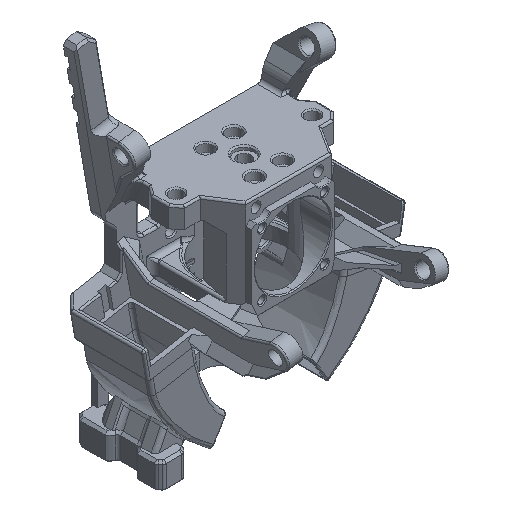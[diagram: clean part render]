
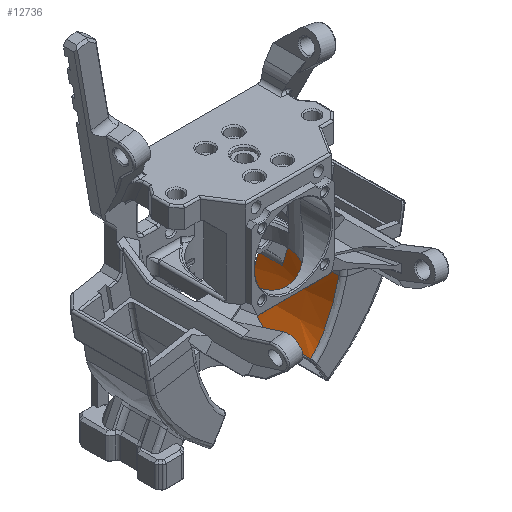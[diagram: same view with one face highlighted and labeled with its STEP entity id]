
A CAD part, isometric view. The second image highlights one B-rep face of the part: STEP entity #12736.
In plain terms, the highlighted free-form (B-spline) face has degree [3, 3] with [4, 7] control points.
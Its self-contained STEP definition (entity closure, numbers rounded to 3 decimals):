
#148=B_SPLINE_SURFACE_WITH_KNOTS('',3,3,((#18237,#18238,#18239,#18240,#18241,
#18242,#18243),(#18244,#18245,#18246,#18247,#18248,#18249,#18250),(#18251,
#18252,#18253,#18254,#18255,#18256,#18257),(#18258,#18259,#18260,#18261,
#18262,#18263,#18264)),.UNSPECIFIED.,.F.,.F.,.F.,(4,4),(4,1,1,1,4),(0.063,
1.341),(-0.005,0.106,0.329,
0.552,0.774),.UNSPECIFIED.);
#633=B_SPLINE_CURVE_WITH_KNOTS('',3,(#18031,#18032,#18033,#18034,#18035,
#18036),.UNSPECIFIED.,.F.,.F.,(4,2,4),(-5.24,-5.039,
-4.983),.UNSPECIFIED.);
#639=B_SPLINE_CURVE_WITH_KNOTS('',3,(#18209,#18210,#18211,#18212),
 .UNSPECIFIED.,.F.,.F.,(4,4),(-0.766,0.),.UNSPECIFIED.);
#640=B_SPLINE_CURVE_WITH_KNOTS('',3,(#18223,#18224,#18225,#18226,#18227,
#18228,#18229,#18230,#18231),.UNSPECIFIED.,.F.,.F.,(4,3,2,4),(0.998,
1.219,1.316,2.633),.UNSPECIFIED.);
#641=B_SPLINE_CURVE_WITH_KNOTS('',3,(#18266,#18267,#18268,#18269),
 .UNSPECIFIED.,.F.,.F.,(4,4),(-0.701,-0.621),
 .UNSPECIFIED.);
#642=B_SPLINE_CURVE_WITH_KNOTS('',3,(#18270,#18271,#18272,#18273),
 .UNSPECIFIED.,.F.,.F.,(4,4),(-0.621,-0.158),
 .UNSPECIFIED.);
#643=B_SPLINE_CURVE_WITH_KNOTS('',3,(#18275,#18276,#18277,#18278,#18279,
#18280,#18281),.UNSPECIFIED.,.F.,.F.,(4,1,1,1,4),(-1.512,-1.11,
-0.841,-0.707,-0.595),.UNSPECIFIED.);
#644=B_SPLINE_CURVE_WITH_KNOTS('',3,(#18283,#18284,#18285,#18286),
 .UNSPECIFIED.,.F.,.F.,(4,4),(0.,1.812),.UNSPECIFIED.);
#645=B_SPLINE_CURVE_WITH_KNOTS('',3,(#18287,#18288,#18289,#18290,#18291,
#18292,#18293),.UNSPECIFIED.,.F.,.F.,(4,1,1,1,4),(-0.009,0.305,
0.934,1.563,2.173),.UNSPECIFIED.);
#999=FACE_OUTER_BOUND('',#1736,.T.);
#1736=EDGE_LOOP('',(#8680,#8681,#8682,#8683,#8684,#8685,#8686,#8687));
#5296=VERTEX_POINT('',#18023);
#5297=VERTEX_POINT('',#18030);
#5368=VERTEX_POINT('',#18208);
#5371=VERTEX_POINT('',#18220);
#5372=VERTEX_POINT('',#18222);
#5375=VERTEX_POINT('',#18265);
#5376=VERTEX_POINT('',#18274);
#5377=VERTEX_POINT('',#18282);
#6582=EDGE_CURVE('',#5297,#5296,#633,.T.);
#6656=EDGE_CURVE('',#5368,#5297,#639,.T.);
#6661=EDGE_CURVE('',#5371,#5372,#640,.T.);
#6665=EDGE_CURVE('',#5371,#5375,#641,.T.);
#6666=EDGE_CURVE('',#5375,#5368,#642,.T.);
#6667=EDGE_CURVE('',#5296,#5376,#643,.T.);
#6668=EDGE_CURVE('',#5377,#5376,#644,.T.);
#6669=EDGE_CURVE('',#5377,#5372,#645,.F.);
#8680=ORIENTED_EDGE('',*,*,#6665,.T.);
#8681=ORIENTED_EDGE('',*,*,#6666,.T.);
#8682=ORIENTED_EDGE('',*,*,#6656,.T.);
#8683=ORIENTED_EDGE('',*,*,#6582,.T.);
#8684=ORIENTED_EDGE('',*,*,#6667,.T.);
#8685=ORIENTED_EDGE('',*,*,#6668,.F.);
#8686=ORIENTED_EDGE('',*,*,#6669,.T.);
#8687=ORIENTED_EDGE('',*,*,#6661,.F.);
#12736=ADVANCED_FACE('',(#999),#148,.T.);
#18023=CARTESIAN_POINT('',(28.975,-4.04,36.527));
#18030=CARTESIAN_POINT('',(30.304,-4.04,40.173));
#18031=CARTESIAN_POINT('Ctrl Pts',(30.304,-4.04,40.173));
#18032=CARTESIAN_POINT('Ctrl Pts',(29.994,-4.04,39.227));
#18033=CARTESIAN_POINT('Ctrl Pts',(29.648,-4.04,38.248));
#18034=CARTESIAN_POINT('Ctrl Pts',(29.181,-4.04,37.04));
#18035=CARTESIAN_POINT('Ctrl Pts',(29.078,-4.04,36.781));
#18036=CARTESIAN_POINT('Ctrl Pts',(28.975,-4.04,36.527));
#18208=CARTESIAN_POINT('',(30.309,-11.711,40.202));
#18209=CARTESIAN_POINT('Ctrl Pts',(30.309,-11.711,40.201));
#18210=CARTESIAN_POINT('Ctrl Pts',(30.308,-9.159,40.192));
#18211=CARTESIAN_POINT('Ctrl Pts',(30.306,-6.593,40.182));
#18212=CARTESIAN_POINT('Ctrl Pts',(30.304,-4.041,40.173));
#18220=CARTESIAN_POINT('',(31.664,-12.11,45.195));
#18222=CARTESIAN_POINT('',(31.664,-28.454,45.195));
#18223=CARTESIAN_POINT('Ctrl Pts',(31.664,-12.11,45.195));
#18224=CARTESIAN_POINT('Ctrl Pts',(31.664,-12.845,45.195));
#18225=CARTESIAN_POINT('Ctrl Pts',(31.664,-13.58,45.195));
#18226=CARTESIAN_POINT('Ctrl Pts',(31.664,-14.316,45.195));
#18227=CARTESIAN_POINT('Ctrl Pts',(31.664,-14.64,45.195));
#18228=CARTESIAN_POINT('Ctrl Pts',(31.664,-14.965,45.195));
#18229=CARTESIAN_POINT('Ctrl Pts',(31.664,-19.678,45.195));
#18230=CARTESIAN_POINT('Ctrl Pts',(31.664,-24.066,45.195));
#18231=CARTESIAN_POINT('Ctrl Pts',(31.664,-28.454,45.195));
#18237=CARTESIAN_POINT('Ctrl Pts',(31.664,-28.454,45.195));
#18238=CARTESIAN_POINT('Ctrl Pts',(31.568,-28.453,44.626));
#18239=CARTESIAN_POINT('Ctrl Pts',(31.094,-28.461,42.654));
#18240=CARTESIAN_POINT('Ctrl Pts',(29.654,-28.52,38.011));
#18241=CARTESIAN_POINT('Ctrl Pts',(26.868,-28.618,31.633));
#18242=CARTESIAN_POINT('Ctrl Pts',(24.107,-28.663,28.064));
#18243=CARTESIAN_POINT('Ctrl Pts',(22.544,-28.675,26.602));
#18244=CARTESIAN_POINT('Ctrl Pts',(31.664,-19.678,45.195));
#18245=CARTESIAN_POINT('Ctrl Pts',(31.567,-19.676,44.623));
#18246=CARTESIAN_POINT('Ctrl Pts',(31.094,-19.736,42.647));
#18247=CARTESIAN_POINT('Ctrl Pts',(29.659,-20.189,38.004));
#18248=CARTESIAN_POINT('Ctrl Pts',(26.88,-20.954,31.636));
#18249=CARTESIAN_POINT('Ctrl Pts',(24.121,-21.297,28.07));
#18250=CARTESIAN_POINT('Ctrl Pts',(22.556,-21.391,26.609));
#18251=CARTESIAN_POINT('Ctrl Pts',(31.664,-10.902,45.195));
#18252=CARTESIAN_POINT('Ctrl Pts',(31.567,-10.898,44.621));
#18253=CARTESIAN_POINT('Ctrl Pts',(31.093,-11.011,42.639));
#18254=CARTESIAN_POINT('Ctrl Pts',(29.663,-11.858,37.998));
#18255=CARTESIAN_POINT('Ctrl Pts',(26.892,-13.29,31.638));
#18256=CARTESIAN_POINT('Ctrl Pts',(24.134,-13.932,28.077));
#18257=CARTESIAN_POINT('Ctrl Pts',(22.568,-14.107,26.615));
#18258=CARTESIAN_POINT('Ctrl Pts',(31.664,-2.126,45.196));
#18259=CARTESIAN_POINT('Ctrl Pts',(31.566,-2.12,44.619));
#18260=CARTESIAN_POINT('Ctrl Pts',(31.093,-2.285,42.632));
#18261=CARTESIAN_POINT('Ctrl Pts',(29.668,-3.528,37.992));
#18262=CARTESIAN_POINT('Ctrl Pts',(26.903,-5.626,31.641));
#18263=CARTESIAN_POINT('Ctrl Pts',(24.147,-6.567,28.083));
#18264=CARTESIAN_POINT('Ctrl Pts',(22.58,-6.824,26.621));
#18265=CARTESIAN_POINT('',(31.548,-12.101,44.593));
#18266=CARTESIAN_POINT('Ctrl Pts',(31.664,-12.11,45.195));
#18267=CARTESIAN_POINT('Ctrl Pts',(31.632,-12.111,45.007));
#18268=CARTESIAN_POINT('Ctrl Pts',(31.593,-12.108,44.806));
#18269=CARTESIAN_POINT('Ctrl Pts',(31.548,-12.101,44.593));
#18270=CARTESIAN_POINT('Ctrl Pts',(31.548,-12.101,44.593));
#18271=CARTESIAN_POINT('Ctrl Pts',(31.285,-12.063,43.362));
#18272=CARTESIAN_POINT('Ctrl Pts',(30.815,-11.907,41.745));
#18273=CARTESIAN_POINT('Ctrl Pts',(30.309,-11.711,40.202));
#18274=CARTESIAN_POINT('',(22.574,-10.331,26.618));
#18275=CARTESIAN_POINT('Ctrl Pts',(28.975,-4.04,36.527));
#18276=CARTESIAN_POINT('Ctrl Pts',(28.295,-4.959,34.858));
#18277=CARTESIAN_POINT('Ctrl Pts',(27.034,-6.501,32.197));
#18278=CARTESIAN_POINT('Ctrl Pts',(25.029,-8.399,29.254));
#18279=CARTESIAN_POINT('Ctrl Pts',(23.57,-9.587,27.585));
#18280=CARTESIAN_POINT('Ctrl Pts',(22.887,-10.102,26.91));
#18281=CARTESIAN_POINT('Ctrl Pts',(22.574,-10.331,26.618));
#18282=CARTESIAN_POINT('',(22.569,-28.453,26.625));
#18283=CARTESIAN_POINT('Ctrl Pts',(22.569,-28.453,26.625));
#18284=CARTESIAN_POINT('Ctrl Pts',(22.57,-22.412,26.623));
#18285=CARTESIAN_POINT('Ctrl Pts',(22.572,-16.371,26.621));
#18286=CARTESIAN_POINT('Ctrl Pts',(22.574,-10.331,26.618));
#18287=CARTESIAN_POINT('Ctrl Pts',(31.664,-28.454,45.195));
#18288=CARTESIAN_POINT('Ctrl Pts',(31.507,-28.454,44.27));
#18289=CARTESIAN_POINT('Ctrl Pts',(30.706,-28.453,41.298));
#18290=CARTESIAN_POINT('Ctrl Pts',(29.047,-28.452,36.429));
#18291=CARTESIAN_POINT('Ctrl Pts',(26.413,-28.452,31.002));
#18292=CARTESIAN_POINT('Ctrl Pts',(23.964,-28.453,27.935));
#18293=CARTESIAN_POINT('Ctrl Pts',(22.569,-28.453,26.625));
